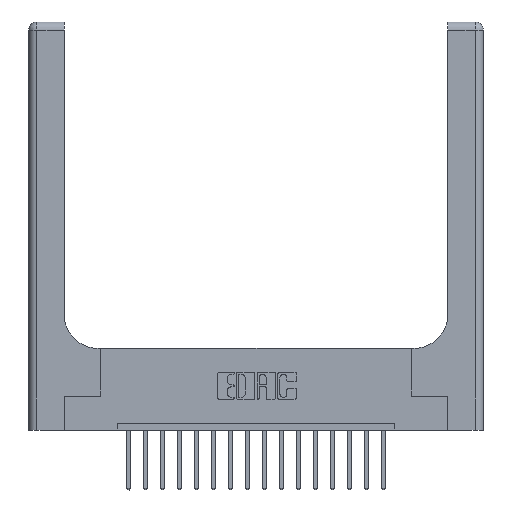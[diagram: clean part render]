
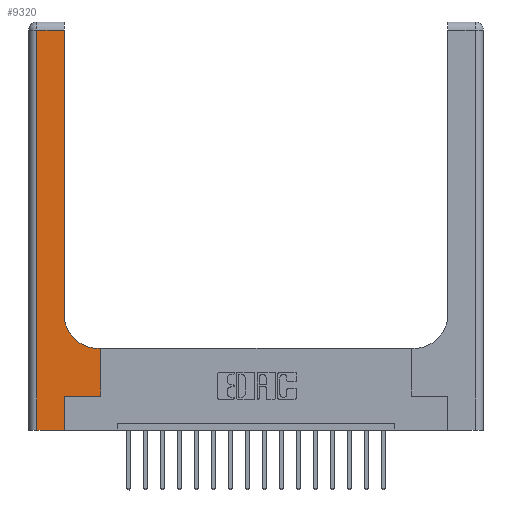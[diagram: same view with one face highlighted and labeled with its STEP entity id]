
A CAD part, top view. The second image highlights one B-rep face of the part: STEP entity #9320.
In plain terms, the highlighted planar face has unit normal (0, 0, 1).
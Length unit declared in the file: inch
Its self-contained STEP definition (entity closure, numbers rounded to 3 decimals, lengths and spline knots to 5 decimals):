
#659 = CARTESIAN_POINT ( 'NONE',  ( 0.528, 0.25, 0.37 ) ) ;
#1014 = VECTOR ( 'NONE', #4492, 39.37008 ) ;
#1201 = DIRECTION ( 'NONE',  ( 1., 0., 0. ) ) ;
#1509 = VERTEX_POINT ( 'NONE', #16202 ) ;
#1665 = CARTESIAN_POINT ( 'NONE',  ( 0.265, 0., 0.37 ) ) ;
#1814 = EDGE_CURVE ( 'NONE', #3071, #6613, #15421, .T. ) ;
#2059 = CARTESIAN_POINT ( 'NONE',  ( 0.26, 3., 0.37 ) ) ;
#2113 = ORIENTED_EDGE ( 'NONE', *, *, #6749, .T. ) ;
#2131 = VECTOR ( 'NONE', #1201, 39.37008 ) ;
#2237 = LINE ( 'NONE', #8426, #11049 ) ;
#2664 = CARTESIAN_POINT ( 'NONE',  ( 0.528, 0.25, 0.37 ) ) ;
#2873 = DIRECTION ( 'NONE',  ( 0., -1., 0. ) ) ;
#3071 = VERTEX_POINT ( 'NONE', #10490 ) ;
#3532 = PLANE ( 'NONE',  #11197 ) ;
#4492 = DIRECTION ( 'NONE',  ( 1., 0., 0. ) ) ;
#4674 = CARTESIAN_POINT ( 'NONE',  ( 0.51, 0.85, 0.37 ) ) ;
#4913 = VERTEX_POINT ( 'NONE', #17185 ) ;
#5144 = VERTEX_POINT ( 'NONE', #9309 ) ;
#5434 = CARTESIAN_POINT ( 'NONE',  ( 0.51, 0.6, 0.37 ) ) ;
#5528 = ORIENTED_EDGE ( 'NONE', *, *, #1814, .T. ) ;
#6067 = CARTESIAN_POINT ( 'NONE',  ( 0., 0., 0.37 ) ) ;
#6613 = VERTEX_POINT ( 'NONE', #2664 ) ;
#6749 = EDGE_CURVE ( 'NONE', #6613, #8869, #13164, .T. ) ;
#7083 = DIRECTION ( 'NONE',  ( -1., 0., 0. ) ) ;
#7521 = LINE ( 'NONE', #9602, #14249 ) ;
#7570 = EDGE_CURVE ( 'NONE', #4913, #3071, #14905, .T. ) ;
#7595 = VECTOR ( 'NONE', #15468, 39.37008 ) ;
#7695 = DIRECTION ( 'NONE',  ( 0., 0., -1. ) ) ;
#7829 = DIRECTION ( 'NONE',  ( 1., 0., 0. ) ) ;
#7990 = ORIENTED_EDGE ( 'NONE', *, *, #7570, .T. ) ;
#7999 = VERTEX_POINT ( 'NONE', #16898 ) ;
#8081 = ORIENTED_EDGE ( 'NONE', *, *, #14635, .T. ) ;
#8093 = ORIENTED_EDGE ( 'NONE', *, *, #16462, .T. ) ;
#8415 = VERTEX_POINT ( 'NONE', #5434 ) ;
#8426 = CARTESIAN_POINT ( 'NONE',  ( 0.26, 0.6, 0.37 ) ) ;
#8605 = DIRECTION ( 'NONE',  ( 0., 1., 0. ) ) ;
#8869 = VERTEX_POINT ( 'NONE', #9530 ) ;
#9006 = FACE_OUTER_BOUND ( 'NONE', #14362, .T. ) ;
#9145 = VECTOR ( 'NONE', #9343, 39.37008 ) ;
#9278 = CARTESIAN_POINT ( 'NONE',  ( 0., 3., 0.37 ) ) ;
#9309 = CARTESIAN_POINT ( 'NONE',  ( 0.06, 2.94, 0.37 ) ) ;
#9320 = ADVANCED_FACE ( 'NONE', ( #9006 ), #3532, .F. ) ;
#9343 = DIRECTION ( 'NONE',  ( 0., 1., 0. ) ) ;
#9530 = CARTESIAN_POINT ( 'NONE',  ( 0.528, 0.6, 0.37 ) ) ;
#9602 = CARTESIAN_POINT ( 'NONE',  ( 0.06, 3., 0.37 ) ) ;
#9704 = ORIENTED_EDGE ( 'NONE', *, *, #15339, .T. ) ;
#9801 = CARTESIAN_POINT ( 'NONE',  ( 0., 2.94, 0.37 ) ) ;
#10490 = CARTESIAN_POINT ( 'NONE',  ( 0.265, 0.25, 0.37 ) ) ;
#10567 = DIRECTION ( 'NONE',  ( 0., 0., -1. ) ) ;
#10909 = EDGE_CURVE ( 'NONE', #8415, #17423, #13776, .T. ) ;
#11049 = VECTOR ( 'NONE', #7083, 39.37008 ) ;
#11197 = AXIS2_PLACEMENT_3D ( 'NONE', #9278, #10567, #14806 ) ;
#11964 = CARTESIAN_POINT ( 'NONE',  ( 0.26, 0.85, 0.37 ) ) ;
#12233 = ORIENTED_EDGE ( 'NONE', *, *, #12399, .T. ) ;
#12399 = EDGE_CURVE ( 'NONE', #8869, #8415, #2237, .T. ) ;
#12982 = AXIS2_PLACEMENT_3D ( 'NONE', #4674, #7695, #7829 ) ;
#13164 = LINE ( 'NONE', #659, #18533 ) ;
#13420 = LINE ( 'NONE', #2059, #9145 ) ;
#13607 = ORIENTED_EDGE ( 'NONE', *, *, #10909, .T. ) ;
#13687 = EDGE_CURVE ( 'NONE', #17423, #7999, #13420, .T. ) ;
#13776 = CIRCLE ( 'NONE', #12982, 0.25 ) ;
#13815 = VECTOR ( 'NONE', #8605, 39.37008 ) ;
#14249 = VECTOR ( 'NONE', #2873, 39.37008 ) ;
#14362 = EDGE_LOOP ( 'NONE', ( #17652, #8081, #8093, #9704, #7990, #5528, #2113, #12233, #13607 ) ) ;
#14635 = EDGE_CURVE ( 'NONE', #7999, #5144, #15910, .T. ) ;
#14806 = DIRECTION ( 'NONE',  ( -1., 0., 0. ) ) ;
#14905 = LINE ( 'NONE', #1665, #13815 ) ;
#15213 = DIRECTION ( 'NONE',  ( 0., 1., 0. ) ) ;
#15339 = EDGE_CURVE ( 'NONE', #1509, #4913, #16102, .T. ) ;
#15421 = LINE ( 'NONE', #15623, #2131 ) ;
#15468 = DIRECTION ( 'NONE',  ( -1., 0., 0. ) ) ;
#15623 = CARTESIAN_POINT ( 'NONE',  ( 0.265, 0.25, 0.37 ) ) ;
#15910 = LINE ( 'NONE', #9801, #7595 ) ;
#16102 = LINE ( 'NONE', #6067, #1014 ) ;
#16202 = CARTESIAN_POINT ( 'NONE',  ( 0.06, 0., 0.37 ) ) ;
#16462 = EDGE_CURVE ( 'NONE', #5144, #1509, #7521, .T. ) ;
#16898 = CARTESIAN_POINT ( 'NONE',  ( 0.26, 2.94, 0.37 ) ) ;
#17185 = CARTESIAN_POINT ( 'NONE',  ( 0.265, 0., 0.37 ) ) ;
#17423 = VERTEX_POINT ( 'NONE', #11964 ) ;
#17652 = ORIENTED_EDGE ( 'NONE', *, *, #13687, .T. ) ;
#18533 = VECTOR ( 'NONE', #15213, 39.37008 ) ;
